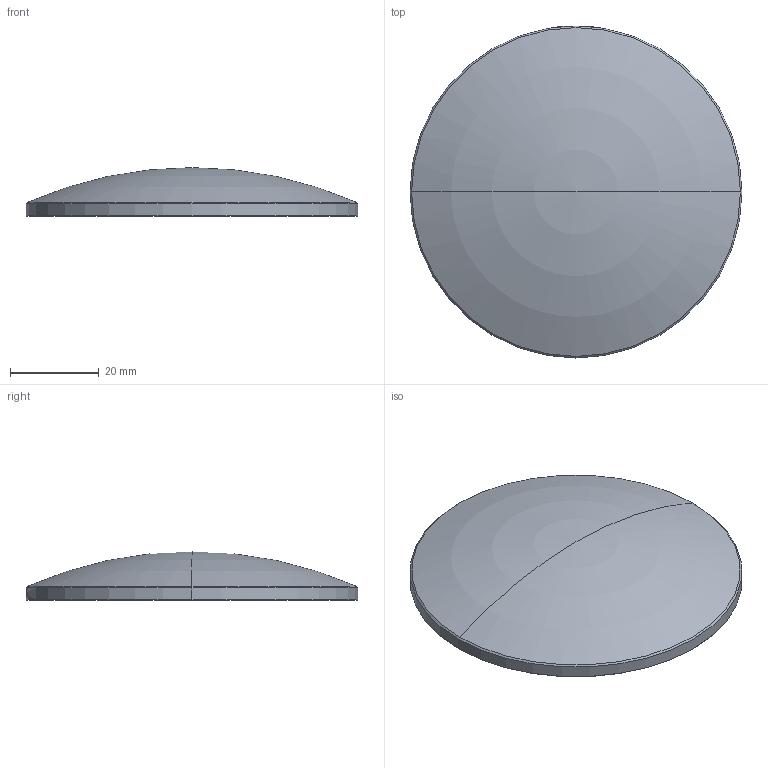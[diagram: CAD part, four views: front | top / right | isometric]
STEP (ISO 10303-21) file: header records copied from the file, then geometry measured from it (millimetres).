
FILE_DESCRIPTION (( 'STEP AP214' ), '1' );
FILE_NAME ('CTN017915-E0W.STEP', '2022-03-03T09:09:26', ( '' ), ( '' ), 'SwSTEP 2.0', 'SolidWorks 2018', '' );
FILE_SCHEMA (( 'AUTOMOTIVE_DESIGN' ));
Length unit declared in the file: millimetre
Products named in the file (1): CTN017915-E0W
Bounding box: 75 x 75 x 10.99 mm (x, y, z)
Volume: 31157.5 mm3; surface area: 9702.3 mm2
Topology: 1 solids, 1 shells, 22 faces, 112 edges, 103 vertices
Faces by surface type: cylinder 15, cone 4, torus 2, plane 1
Entity records: 2109 total; most frequent: CARTESIAN_POINT 946, ORIENTED_EDGE 220, DIRECTION 143, EDGE_CURVE 110, VERTEX_POINT 103, AXIS2_PLACEMENT_3D 60, B_SPLINE_CURVE_WITH_KNOTS 50, CIRCLE 37
